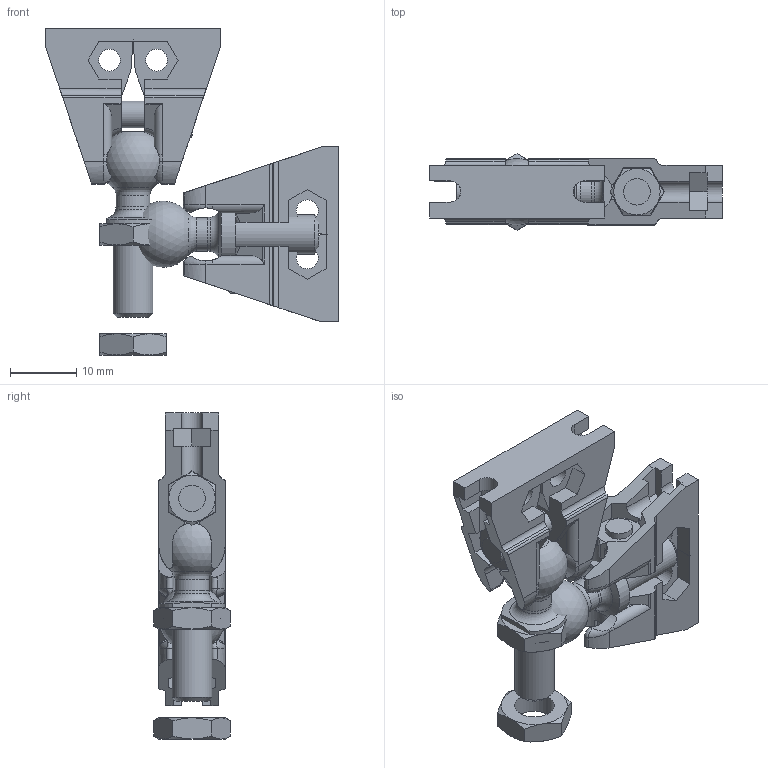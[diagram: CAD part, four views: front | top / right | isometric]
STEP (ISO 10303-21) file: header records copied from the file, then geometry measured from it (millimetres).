
FILE_DESCRIPTION( ( 'Unknown' ), '1' );
FILE_NAME( 'Seonsofix_Basic.stp', 'Unknown', ( 'Unknown' ), ( 'Unknown' ), 'XStep 1.0', 'Unknown', ' ' );
FILE_SCHEMA( ( 'CONFIG_CONTROL_DESIGN' ) );
Length unit declared in the file: millimetre
Products named in the file (4): Assem1; 119871; Seonsofix_Basic_ohne_Zapfen; 148071
Bounding box: 44.2 x 11.55 x 49.2 mm (x, y, z)
Volume: 7261 mm3; surface area: 6787.8 mm2
Topology: 6 solids, 6 shells, 446 faces, 1204 edges, 778 vertices
Faces by surface type: plane 260, cylinder 98, cone 44, torus 22, bspline 16, sphere 6
Full cylindrical faces by diameter (mm): 3 x2, 3.3 x4, 4 x4, 5.1 x2, 6 x4, 7 x2
Entity records: 8017 total; most frequent: CARTESIAN_POINT 2401, ORIENTED_EDGE 1160, DIRECTION 1077, EDGE_CURVE 580, VERTEX_POINT 383, AXIS2_PLACEMENT_3D 365, LINE 347, VECTOR 347
